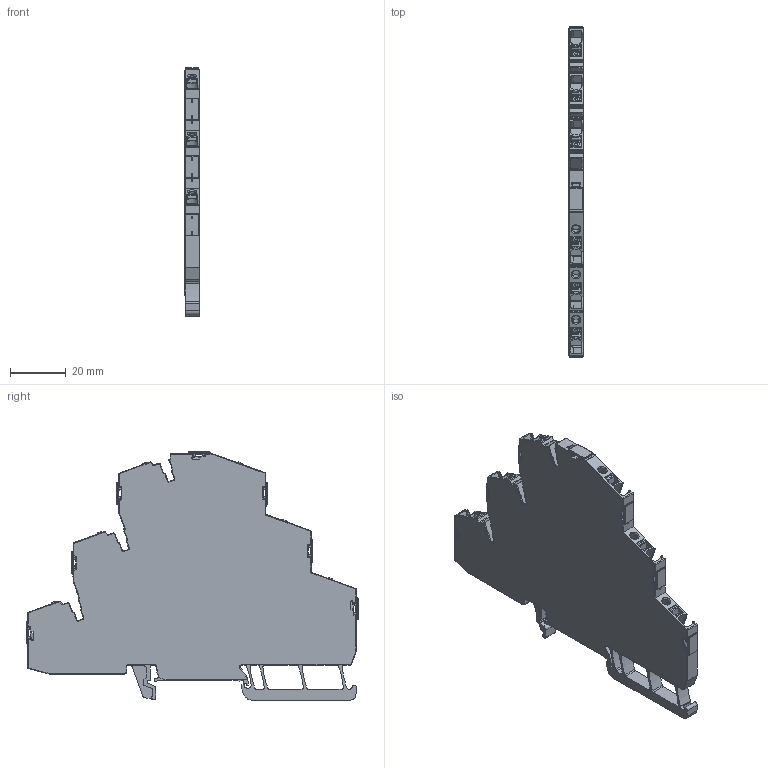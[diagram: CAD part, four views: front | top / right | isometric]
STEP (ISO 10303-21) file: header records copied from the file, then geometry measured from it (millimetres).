
FILE_DESCRIPTION(('CATIA V5 STEP Exchange','CAx-IF Rec.Pracs.--- Model Styling and Organization---1.5--- 2016-08-15','CAx-IF Rec.Pracs.---Supplemental Geometry---1.0---2011-11-01','CAx-IF Rec.Pracs.--- Composite Materials ---1.1---2010-07-15'),'2;1');
FILE_NAME ('1482446-4_0', '2024-10-28T07:02:09+00:00', ('none'), ('Weidmueller'), 'CATIA Version 5-6 Release 2022 SP4 HF5', 'CATIA V5 STEP AP214 v3', 'none');
FILE_SCHEMA(('AUTOMOTIVE_DESIGN { 1 0 10303 214 1 1 1 1 }'));
Products named in the file (1): 2902600000
Bounding box: 5.1 x 119.54 x 89.35 mm (x, y, z)
Volume: 33052.1 mm3; surface area: 18925.1 mm2
Topology: 1 solids, 2 shells, 1903 faces, 5413 edges, 3478 vertices
Faces by surface type: cylinder 910, plane 819, bspline 104, torus 39, extrusion 22, cone 6, sphere 3
Entity records: 73381 total; most frequent: CARTESIAN_POINT 24782, ORIENTED_EDGE 10820, DIRECTION 7800, EDGE_CURVE 5410, VERTEX_POINT 3478, VECTOR 3319, LINE 3297, AXIS2_PLACEMENT_3D 2870
